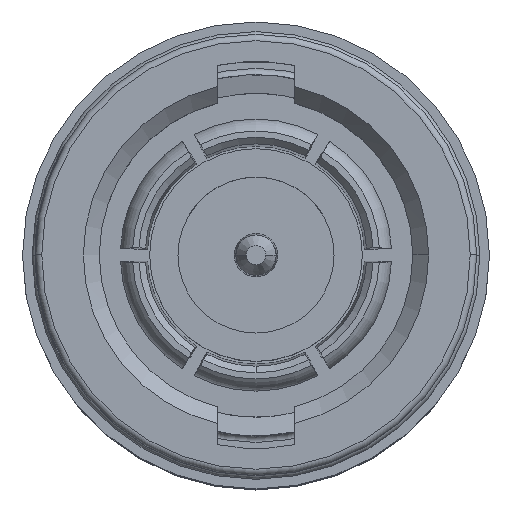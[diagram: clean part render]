
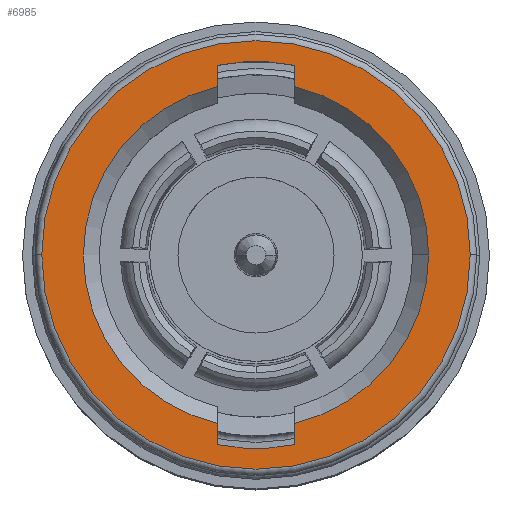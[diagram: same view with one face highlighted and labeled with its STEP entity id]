
A CAD part, top view. The second image highlights one B-rep face of the part: STEP entity #6985.
In plain terms, the highlighted planar face has unit normal (0, 0, 1).
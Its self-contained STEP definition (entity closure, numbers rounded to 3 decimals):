
#235 = AXIS2_PLACEMENT_3D ( 'NONE', #24264, #33978, #29448 ) ;
#1499 = CARTESIAN_POINT ( 'NONE',  ( -6.7, 0., 14.2 ) ) ;
#2183 = AXIS2_PLACEMENT_3D ( 'NONE', #42284, #62727, #32607 ) ;
#2480 = CIRCLE ( 'NONE', #235, 6.7 ) ;
#3914 = CARTESIAN_POINT ( 'NONE',  ( 0., 0., 14.2 ) ) ;
#4347 = CARTESIAN_POINT ( 'NONE',  ( -1.2, -5.265, 14.2 ) ) ;
#4842 = DIRECTION ( 'NONE',  ( 0., 0., -1. ) ) ;
#5151 = DIRECTION ( 'NONE',  ( -1., 0., 0. ) ) ;
#5174 = CARTESIAN_POINT ( 'NONE',  ( 1.2, -4.751, 14.2 ) ) ;
#5377 = EDGE_CURVE ( 'NONE', #33629, #39586, #36702, .T. ) ;
#6985 = ADVANCED_FACE ( 'NONE', ( #63109, #9226 ), #49991, .F. ) ;
#8006 = EDGE_CURVE ( 'NONE', #18742, #37763, #8271, .T. ) ;
#8271 = CIRCLE ( 'NONE', #2183, 6.05 ) ;
#9226 = FACE_BOUND ( 'NONE', #29493, .T. ) ;
#10487 = VECTOR ( 'NONE', #30408, 1000. ) ;
#11323 = AXIS2_PLACEMENT_3D ( 'NONE', #35300, #51275, #50855 ) ;
#13501 = VERTEX_POINT ( 'NONE', #43390 ) ;
#13683 = VERTEX_POINT ( 'NONE', #50976 ) ;
#14026 = VERTEX_POINT ( 'NONE', #28881 ) ;
#15329 = LINE ( 'NONE', #5174, #44288 ) ;
#15690 = DIRECTION ( 'NONE',  ( 0., 0., 1. ) ) ;
#18423 = ORIENTED_EDGE ( 'NONE', *, *, #8006, .F. ) ;
#18557 = ORIENTED_EDGE ( 'NONE', *, *, #66059, .T. ) ;
#18742 = VERTEX_POINT ( 'NONE', #51954 ) ;
#19068 = ORIENTED_EDGE ( 'NONE', *, *, #66101, .F. ) ;
#19261 = AXIS2_PLACEMENT_3D ( 'NONE', #62489, #62728, #37083 ) ;
#20387 = VECTOR ( 'NONE', #32541, 1000. ) ;
#20546 = CIRCLE ( 'NONE', #19261, 5.4 ) ;
#21201 = CARTESIAN_POINT ( 'NONE',  ( -1.2, -4.751, 14.2 ) ) ;
#21543 = VERTEX_POINT ( 'NONE', #4347 ) ;
#21720 = AXIS2_PLACEMENT_3D ( 'NONE', #3914, #64612, #23379 ) ;
#23379 = DIRECTION ( 'NONE',  ( 1., 0., 0. ) ) ;
#24264 = CARTESIAN_POINT ( 'NONE',  ( 0., 0., 14.2 ) ) ;
#25015 = ORIENTED_EDGE ( 'NONE', *, *, #47922, .F. ) ;
#26283 = VERTEX_POINT ( 'NONE', #65412 ) ;
#28378 = LINE ( 'NONE', #48278, #20387 ) ;
#28881 = CARTESIAN_POINT ( 'NONE',  ( -1.2, 5.93, 14.2 ) ) ;
#28890 = AXIS2_PLACEMENT_3D ( 'NONE', #36074, #15690, #5151 ) ;
#29448 = DIRECTION ( 'NONE',  ( -1., 0., 0. ) ) ;
#29493 = EDGE_LOOP ( 'NONE', ( #32911, #65224, #32327, #56978, #25015, #18423, #32419, #19068, #64716 ) ) ;
#29979 = CARTESIAN_POINT ( 'NONE',  ( 5.4, 0., 14.2 ) ) ;
#30408 = DIRECTION ( 'NONE',  ( 0., -1., 0. ) ) ;
#31022 = CARTESIAN_POINT ( 'NONE',  ( -1.2, 4.751, 14.2 ) ) ;
#31260 = VERTEX_POINT ( 'NONE', #29979 ) ;
#31690 = CIRCLE ( 'NONE', #11323, 6.05 ) ;
#31726 = AXIS2_PLACEMENT_3D ( 'NONE', #50870, #4842, #61172 ) ;
#31828 = CARTESIAN_POINT ( 'NONE',  ( 6.7, 0., 14.2 ) ) ;
#32327 = ORIENTED_EDGE ( 'NONE', *, *, #41565, .F. ) ;
#32419 = ORIENTED_EDGE ( 'NONE', *, *, #65712, .F. ) ;
#32541 = DIRECTION ( 'NONE',  ( 0., 1., 0. ) ) ;
#32607 = DIRECTION ( 'NONE',  ( 1., 0., 0. ) ) ;
#32827 = EDGE_CURVE ( 'NONE', #14026, #50179, #46179, .T. ) ;
#32911 = ORIENTED_EDGE ( 'NONE', *, *, #39790, .F. ) ;
#33629 = VERTEX_POINT ( 'NONE', #31828 ) ;
#33978 = DIRECTION ( 'NONE',  ( 0., 0., 1. ) ) ;
#35300 = CARTESIAN_POINT ( 'NONE',  ( 0., 0., 14.2 ) ) ;
#35960 = EDGE_CURVE ( 'NONE', #13683, #31260, #20546, .T. ) ;
#36074 = CARTESIAN_POINT ( 'NONE',  ( 0., 0., 14.2 ) ) ;
#36702 = CIRCLE ( 'NONE', #28890, 6.7 ) ;
#36947 = CIRCLE ( 'NONE', #21720, 5.4 ) ;
#37083 = DIRECTION ( 'NONE',  ( 1., 0., 0. ) ) ;
#37763 = VERTEX_POINT ( 'NONE', #59527 ) ;
#38103 = VECTOR ( 'NONE', #56440, 1000. ) ;
#39586 = VERTEX_POINT ( 'NONE', #1499 ) ;
#39790 = EDGE_CURVE ( 'NONE', #13501, #14026, #31690, .T. ) ;
#41565 = EDGE_CURVE ( 'NONE', #31260, #26283, #65352, .T. ) ;
#42284 = CARTESIAN_POINT ( 'NONE',  ( 0., 0., 14.2 ) ) ;
#43390 = CARTESIAN_POINT ( 'NONE',  ( 1.2, 5.93, 14.2 ) ) ;
#44288 = VECTOR ( 'NONE', #61070, 1000. ) ;
#44428 = AXIS2_PLACEMENT_3D ( 'NONE', #59942, #50085, #55206 ) ;
#44914 = EDGE_LOOP ( 'NONE', ( #18557, #57691 ) ) ;
#46179 = LINE ( 'NONE', #31022, #38103 ) ;
#46643 = LINE ( 'NONE', #21201, #10487 ) ;
#47922 = EDGE_CURVE ( 'NONE', #37763, #13683, #15329, .T. ) ;
#48278 = CARTESIAN_POINT ( 'NONE',  ( 1.2, 4.751, 14.2 ) ) ;
#49991 = PLANE ( 'NONE',  #31726 ) ;
#50085 = DIRECTION ( 'NONE',  ( 0., 0., 1. ) ) ;
#50179 = VERTEX_POINT ( 'NONE', #57494 ) ;
#50855 = DIRECTION ( 'NONE',  ( -1., 0., 0. ) ) ;
#50870 = CARTESIAN_POINT ( 'NONE',  ( 0., 0., 14.2 ) ) ;
#50976 = CARTESIAN_POINT ( 'NONE',  ( 1.2, -5.265, 14.2 ) ) ;
#51275 = DIRECTION ( 'NONE',  ( 0., 0., 1. ) ) ;
#51954 = CARTESIAN_POINT ( 'NONE',  ( -1.2, -5.93, 14.2 ) ) ;
#55206 = DIRECTION ( 'NONE',  ( 1., 0., 0. ) ) ;
#56440 = DIRECTION ( 'NONE',  ( 0., -1., 0. ) ) ;
#56651 = EDGE_CURVE ( 'NONE', #26283, #13501, #28378, .T. ) ;
#56978 = ORIENTED_EDGE ( 'NONE', *, *, #35960, .F. ) ;
#57494 = CARTESIAN_POINT ( 'NONE',  ( -1.2, 5.265, 14.2 ) ) ;
#57691 = ORIENTED_EDGE ( 'NONE', *, *, #5377, .T. ) ;
#59527 = CARTESIAN_POINT ( 'NONE',  ( 1.2, -5.93, 14.2 ) ) ;
#59942 = CARTESIAN_POINT ( 'NONE',  ( 0., 0., 14.2 ) ) ;
#61070 = DIRECTION ( 'NONE',  ( 0., 1., 0. ) ) ;
#61172 = DIRECTION ( 'NONE',  ( -1., 0., 0. ) ) ;
#62489 = CARTESIAN_POINT ( 'NONE',  ( 0., 0., 14.2 ) ) ;
#62727 = DIRECTION ( 'NONE',  ( 0., 0., 1. ) ) ;
#62728 = DIRECTION ( 'NONE',  ( 0., 0., 1. ) ) ;
#63109 = FACE_OUTER_BOUND ( 'NONE', #44914, .T. ) ;
#64612 = DIRECTION ( 'NONE',  ( 0., 0., 1. ) ) ;
#64716 = ORIENTED_EDGE ( 'NONE', *, *, #32827, .F. ) ;
#65224 = ORIENTED_EDGE ( 'NONE', *, *, #56651, .F. ) ;
#65352 = CIRCLE ( 'NONE', #44428, 5.4 ) ;
#65412 = CARTESIAN_POINT ( 'NONE',  ( 1.2, 5.265, 14.2 ) ) ;
#65712 = EDGE_CURVE ( 'NONE', #21543, #18742, #46643, .T. ) ;
#66059 = EDGE_CURVE ( 'NONE', #39586, #33629, #2480, .T. ) ;
#66101 = EDGE_CURVE ( 'NONE', #50179, #21543, #36947, .T. ) ;
